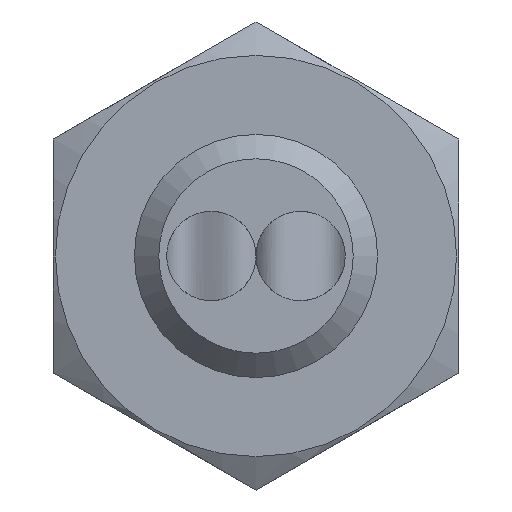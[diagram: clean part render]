
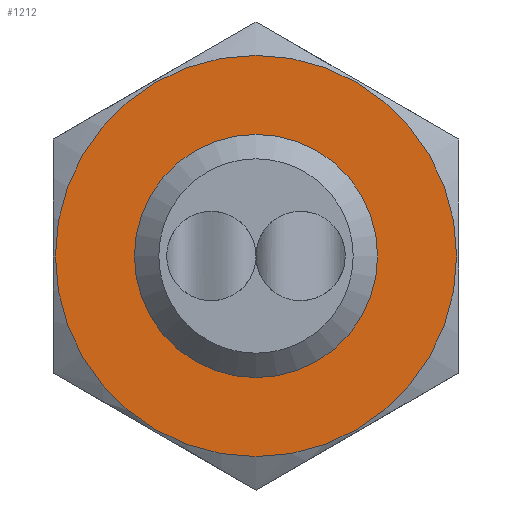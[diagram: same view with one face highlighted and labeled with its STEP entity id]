
A CAD part, front view. The second image highlights one B-rep face of the part: STEP entity #1212.
In plain terms, the highlighted planar face has unit normal (0, -1, 0).
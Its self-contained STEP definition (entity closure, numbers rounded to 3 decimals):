
#55 = PLANE ( 'NONE',  #298 ) ;
#110 = EDGE_LOOP ( 'NONE', ( #569 ) ) ;
#190 = CIRCLE ( 'NONE', #486, 4.95 ) ;
#298 = AXIS2_PLACEMENT_3D ( 'NONE', #908, #610, #703 ) ;
#486 = AXIS2_PLACEMENT_3D ( 'NONE', #972, #732, #1048 ) ;
#562 = EDGE_CURVE ( 'NONE', #721, #721, #190, .T. ) ;
#569 = ORIENTED_EDGE ( 'NONE', *, *, #562, .T. ) ;
#610 = DIRECTION ( 'NONE',  ( 0., -1., 0. ) ) ;
#661 = FACE_OUTER_BOUND ( 'NONE', #110, .T. ) ;
#703 = DIRECTION ( 'NONE',  ( 1., 0., 0. ) ) ;
#721 = VERTEX_POINT ( 'NONE', #1026 ) ;
#732 = DIRECTION ( 'NONE',  ( 0., -1., 0. ) ) ;
#908 = CARTESIAN_POINT ( 'NONE',  ( -5.152, 3.374, -5.148 ) ) ;
#972 = CARTESIAN_POINT ( 'NONE',  ( 0., 3.374, 0. ) ) ;
#1026 = CARTESIAN_POINT ( 'NONE',  ( -4.95, 3.374, 0. ) ) ;
#1048 = DIRECTION ( 'NONE',  ( -1., 0., 0. ) ) ;
#1212 = ADVANCED_FACE ( 'NONE', ( #661 ), #55, .T. ) ;
